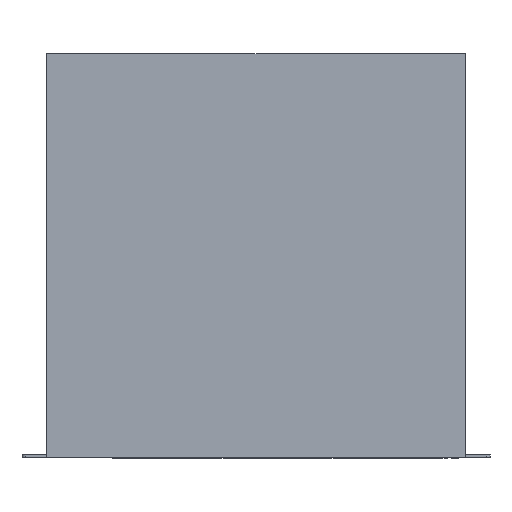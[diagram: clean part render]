
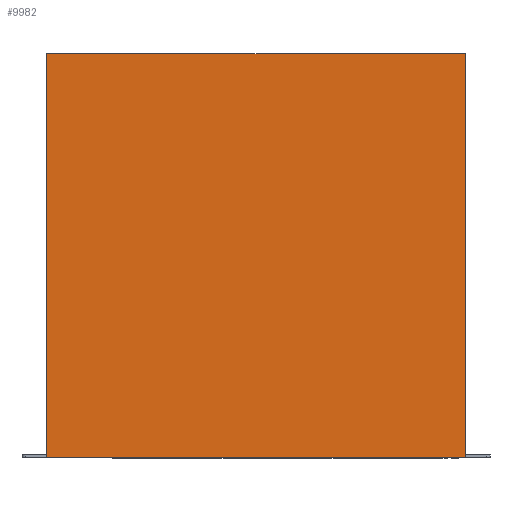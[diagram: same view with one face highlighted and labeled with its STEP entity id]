
A CAD part, front view. The second image highlights one B-rep face of the part: STEP entity #9982.
In plain terms, the highlighted planar face has unit normal (0, -1, 0).
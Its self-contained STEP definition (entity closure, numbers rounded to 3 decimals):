
#74 = VECTOR ( 'NONE', #28032, 1000. ) ;
#1682 = ORIENTED_EDGE ( 'NONE', *, *, #15909, .F. ) ;
#2541 = DIRECTION ( 'NONE',  ( 0., 0., -1. ) ) ;
#3636 = DIRECTION ( 'NONE',  ( 0., 0., 1. ) ) ;
#5116 = CARTESIAN_POINT ( 'NONE',  ( 440., 0., 424.6 ) ) ;
#5447 = ORIENTED_EDGE ( 'NONE', *, *, #32120, .T. ) ;
#8029 = VECTOR ( 'NONE', #30869, 1000. ) ;
#9982 = ADVANCED_FACE ( 'NONE', ( #17448 ), #24884, .F. ) ;
#10287 = VERTEX_POINT ( 'NONE', #29164 ) ;
#11609 = ORIENTED_EDGE ( 'NONE', *, *, #18343, .F. ) ;
#11694 = EDGE_CURVE ( 'NONE', #10287, #11864, #33770, .T. ) ;
#11864 = VERTEX_POINT ( 'NONE', #24457 ) ;
#12334 = VERTEX_POINT ( 'NONE', #28541 ) ;
#12403 = LINE ( 'NONE', #5116, #19314 ) ;
#14983 = DIRECTION ( 'NONE',  ( 1., 0., 0. ) ) ;
#15661 = LINE ( 'NONE', #20682, #23598 ) ;
#15909 = EDGE_CURVE ( 'NONE', #12334, #19401, #12403, .T. ) ;
#16771 = DIRECTION ( 'NONE',  ( 0., 1., 0. ) ) ;
#17448 = FACE_OUTER_BOUND ( 'NONE', #33692, .T. ) ;
#17992 = CARTESIAN_POINT ( 'NONE',  ( 440., 0., 0. ) ) ;
#18343 = EDGE_CURVE ( 'NONE', #10287, #12334, #31112, .T. ) ;
#19314 = VECTOR ( 'NONE', #2541, 1000. ) ;
#19401 = VERTEX_POINT ( 'NONE', #17992 ) ;
#20682 = CARTESIAN_POINT ( 'NONE',  ( 0., 0., 0. ) ) ;
#20693 = CARTESIAN_POINT ( 'NONE',  ( 0., 0., 424.6 ) ) ;
#22476 = CARTESIAN_POINT ( 'NONE',  ( 0., 0., 424.6 ) ) ;
#23598 = VECTOR ( 'NONE', #14983, 1000. ) ;
#24457 = CARTESIAN_POINT ( 'NONE',  ( 0., 0., 0. ) ) ;
#24884 = PLANE ( 'NONE',  #28158 ) ;
#25441 = CARTESIAN_POINT ( 'NONE',  ( 0., 0., 424.6 ) ) ;
#28032 = DIRECTION ( 'NONE',  ( 1., 0., 0. ) ) ;
#28158 = AXIS2_PLACEMENT_3D ( 'NONE', #22476, #16771, #3636 ) ;
#28541 = CARTESIAN_POINT ( 'NONE',  ( 440., 0., 424.6 ) ) ;
#29164 = CARTESIAN_POINT ( 'NONE',  ( 0., 0., 424.6 ) ) ;
#30869 = DIRECTION ( 'NONE',  ( 0., 0., -1. ) ) ;
#31112 = LINE ( 'NONE', #25441, #74 ) ;
#32120 = EDGE_CURVE ( 'NONE', #11864, #19401, #15661, .T. ) ;
#33692 = EDGE_LOOP ( 'NONE', ( #5447, #1682, #11609, #34120 ) ) ;
#33770 = LINE ( 'NONE', #20693, #8029 ) ;
#34120 = ORIENTED_EDGE ( 'NONE', *, *, #11694, .T. ) ;
